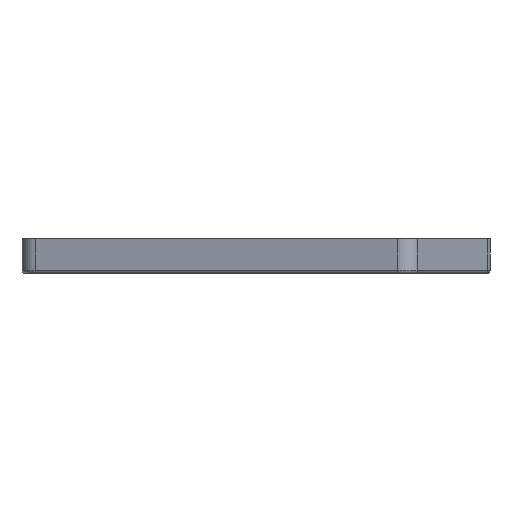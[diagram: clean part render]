
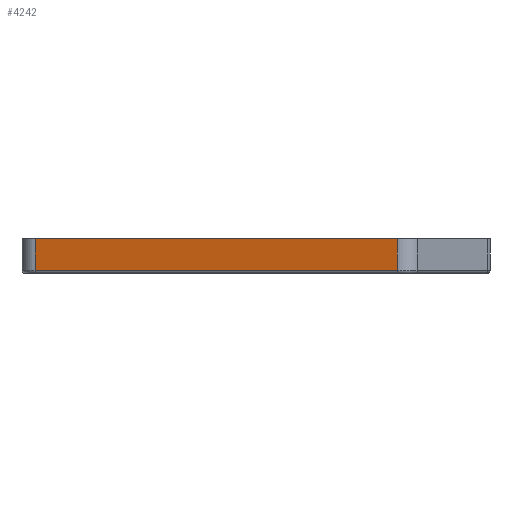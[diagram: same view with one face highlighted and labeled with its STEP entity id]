
A CAD part, front view. The second image highlights one B-rep face of the part: STEP entity #4242.
In plain terms, the highlighted planar face has unit normal (-0.259, -0.966, 0).
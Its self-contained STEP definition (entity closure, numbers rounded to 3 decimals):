
#775=CARTESIAN_POINT('',(-295.519,294.503,11.38));
#776=VERTEX_POINT('',#775);
#784=CARTESIAN_POINT('',(-173.995,261.94,11.38));
#785=VERTEX_POINT('',#784);
#786=CARTESIAN_POINT('',(-173.995,261.94,11.38));
#787=DIRECTION('',(-0.966,0.259,-0.));
#788=VECTOR('',#787,125.811);
#789=LINE('',#786,#788);
#790=EDGE_CURVE('',#785,#776,#789,.T.);
#4212=CARTESIAN_POINT('',(-234.778,278.227,6.38));
#4213=DIRECTION('',(-0.259,-0.966,0.));
#4214=DIRECTION('',(-0.966,0.259,0.));
#4215=AXIS2_PLACEMENT_3D('',#4212,#4213,#4214);
#4216=PLANE('',#4215);
#4217=CARTESIAN_POINT('',(-173.995,261.94,0.82));
#4218=VERTEX_POINT('',#4217);
#4219=CARTESIAN_POINT('',(-173.995,261.94,11.38));
#4220=DIRECTION('',(-0.,-0.,-1.));
#4221=VECTOR('',#4220,10.56);
#4222=LINE('',#4219,#4221);
#4223=EDGE_CURVE('',#785,#4218,#4222,.T.);
#4224=ORIENTED_EDGE('',*,*,#4223,.F.);
#4225=ORIENTED_EDGE('',*,*,#790,.T.);
#4226=CARTESIAN_POINT('',(-295.519,294.503,0.82));
#4227=VERTEX_POINT('',#4226);
#4228=CARTESIAN_POINT('',(-295.519,294.503,0.82));
#4229=DIRECTION('',(-0.,-0.,1.));
#4230=VECTOR('',#4229,10.56);
#4231=LINE('',#4228,#4230);
#4232=EDGE_CURVE('',#4227,#776,#4231,.T.);
#4233=ORIENTED_EDGE('',*,*,#4232,.F.);
#4234=CARTESIAN_POINT('',(-173.995,261.94,0.82));
#4235=DIRECTION('',(-0.966,0.259,0.));
#4236=VECTOR('',#4235,125.811);
#4237=LINE('',#4234,#4236);
#4238=EDGE_CURVE('',#4218,#4227,#4237,.T.);
#4239=ORIENTED_EDGE('',*,*,#4238,.F.);
#4240=EDGE_LOOP('',(#4224,#4225,#4233,#4239));
#4241=FACE_BOUND('',#4240,.T.);
#4242=ADVANCED_FACE('',(#4241),#4216,.T.);
